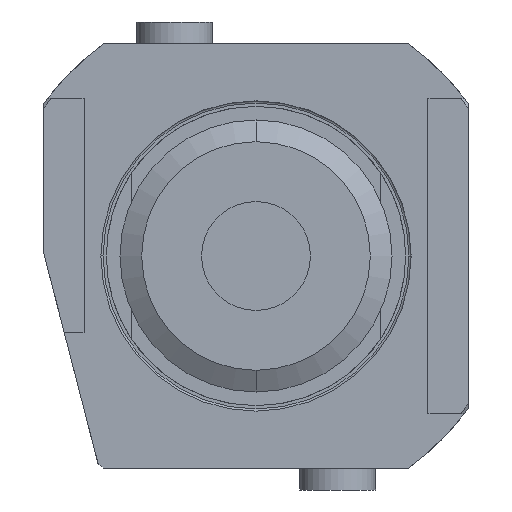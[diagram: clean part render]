
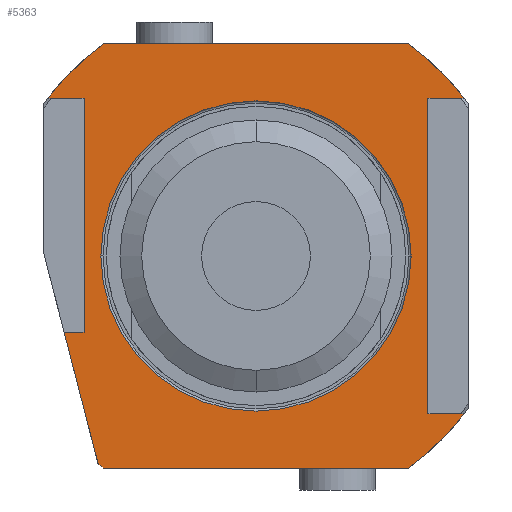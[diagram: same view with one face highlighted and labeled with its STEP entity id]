
A CAD part, left-side view. The second image highlights one B-rep face of the part: STEP entity #5363.
In plain terms, the highlighted planar face has unit normal (-1, 0, 0).
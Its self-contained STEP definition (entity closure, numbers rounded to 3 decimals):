
#1239=DIRECTION('',(0.,0.25,0.968));
#1240=VECTOR('',#1239,25.068);
#1241=CARTESIAN_POINT('',(-78.8,28.974,-38.269));
#1242=LINE('',#1241,#1240);
#1243=DIRECTION('',(0.,1.,0.));
#1244=VECTOR('',#1243,3.15);
#1245=CARTESIAN_POINT('',(-78.8,32.1,-14.));
#1246=LINE('',#1245,#1244);
#1247=DIRECTION('',(0.,0.,-1.));
#1248=VECTOR('',#1247,43.);
#1249=CARTESIAN_POINT('',(-78.8,32.1,29.));
#1250=LINE('',#1249,#1248);
#1251=CARTESIAN_POINT('',(-78.8,0.,0.));
#1252=DIRECTION('',(1.,0.,0.));
#1253=DIRECTION('',(0.,0.797,0.604));
#1254=AXIS2_PLACEMENT_3D('',#1251,#1252,#1253);
#1256=DIRECTION('',(0.,-1.,0.));
#1257=VECTOR('',#1256,55.964);
#1258=CARTESIAN_POINT('',(-78.8,27.982,39.));
#1259=LINE('',#1258,#1257);
#1260=CARTESIAN_POINT('',(-78.8,0.,0.));
#1261=DIRECTION('',(1.,0.,0.));
#1262=DIRECTION('',(0.,-0.583,0.813));
#1263=AXIS2_PLACEMENT_3D('',#1260,#1261,#1262);
#1265=DIRECTION('',(0.,0.,-1.));
#1266=VECTOR('',#1265,58.);
#1267=CARTESIAN_POINT('',(-78.8,-32.1,29.));
#1268=LINE('',#1267,#1266);
#1269=CARTESIAN_POINT('',(-78.8,0.,0.));
#1270=DIRECTION('',(1.,0.,0.));
#1271=DIRECTION('',(0.,-0.797,-0.604));
#1272=AXIS2_PLACEMENT_3D('',#1269,#1270,#1271);
#1274=DIRECTION('',(0.,1.,0.));
#1275=VECTOR('',#1274,55.964);
#1276=CARTESIAN_POINT('',(-78.8,-27.982,-39.));
#1277=LINE('',#1276,#1275);
#1278=CARTESIAN_POINT('',(-78.8,0.,0.));
#1279=DIRECTION('',(1.,0.,0.));
#1280=DIRECTION('',(0.,0.583,-0.813));
#1281=AXIS2_PLACEMENT_3D('',#1278,#1279,#1280);
#1603=DIRECTION('',(0.,1.,0.));
#1604=VECTOR('',#1603,6.149);
#1605=CARTESIAN_POINT('',(-78.8,-38.249,-29.));
#1606=LINE('',#1605,#1604);
#1661=DIRECTION('',(0.,-1.,0.));
#1662=VECTOR('',#1661,6.149);
#1663=CARTESIAN_POINT('',(-78.8,-32.1,29.));
#1664=LINE('',#1663,#1662);
#1781=DIRECTION('',(0.,-1.,0.));
#1782=VECTOR('',#1781,6.149);
#1783=CARTESIAN_POINT('',(-78.8,38.249,29.));
#1784=LINE('',#1783,#1782);
#1896=CARTESIAN_POINT('',(-78.8,0.,0.));
#1897=DIRECTION('',(-1.,0.,0.));
#1898=DIRECTION('',(0.,1.,0.));
#1899=AXIS2_PLACEMENT_3D('',#1896,#1897,#1898);
#1920=CARTESIAN_POINT('',(-78.8,0.,0.));
#1921=DIRECTION('',(-1.,0.,0.));
#1922=DIRECTION('',(0.,-1.,0.));
#1923=AXIS2_PLACEMENT_3D('',#1920,#1921,#1922);
#3856=CARTESIAN_POINT('',(-78.8,28.5,0.));
#3857=CARTESIAN_POINT('',(-78.8,-28.5,0.));
#3858=VERTEX_POINT('',#3856);
#3859=VERTEX_POINT('',#3857);
#3878=CARTESIAN_POINT('',(-78.8,-38.249,29.));
#3879=VERTEX_POINT('',#3878);
#3880=CARTESIAN_POINT('',(-78.8,38.249,29.));
#3881=VERTEX_POINT('',#3880);
#3882=CARTESIAN_POINT('',(-78.8,-38.249,-29.));
#3883=VERTEX_POINT('',#3882);
#3885=CARTESIAN_POINT('',(-78.8,-27.982,39.));
#3887=VERTEX_POINT('',#3885);
#3889=CARTESIAN_POINT('',(-78.8,27.982,39.));
#3891=VERTEX_POINT('',#3889);
#3893=CARTESIAN_POINT('',(-78.8,27.982,-39.));
#3895=VERTEX_POINT('',#3893);
#3897=CARTESIAN_POINT('',(-78.8,-27.982,-39.));
#3899=VERTEX_POINT('',#3897);
#3924=CARTESIAN_POINT('',(-78.8,-32.1,29.));
#3925=CARTESIAN_POINT('',(-78.8,-32.1,-29.));
#3926=VERTEX_POINT('',#3924);
#3927=VERTEX_POINT('',#3925);
#3938=CARTESIAN_POINT('',(-78.8,32.1,29.));
#3939=VERTEX_POINT('',#3938);
#3940=CARTESIAN_POINT('',(-78.8,28.974,-38.269));
#3941=VERTEX_POINT('',#3940);
#3954=CARTESIAN_POINT('',(-78.8,35.25,-14.));
#3955=VERTEX_POINT('',#3954);
#3956=CARTESIAN_POINT('',(-78.8,32.1,-14.));
#3957=VERTEX_POINT('',#3956);
#5325=CARTESIAN_POINT('',(-78.8,-31.6,57.617));
#5326=DIRECTION('',(1.,0.,0.));
#5327=DIRECTION('',(0.,1.,0.));
#5328=AXIS2_PLACEMENT_3D('',#5325,#5326,#5327);
#5329=PLANE('',#5328);
#5331=ORIENTED_EDGE('',*,*,#5330,.T.);
#5333=ORIENTED_EDGE('',*,*,#5332,.F.);
#5335=ORIENTED_EDGE('',*,*,#5334,.F.);
#5337=ORIENTED_EDGE('',*,*,#5336,.F.);
#5339=ORIENTED_EDGE('',*,*,#5338,.T.);
#5341=ORIENTED_EDGE('',*,*,#5340,.T.);
#5343=ORIENTED_EDGE('',*,*,#5342,.T.);
#5345=ORIENTED_EDGE('',*,*,#5344,.F.);
#5347=ORIENTED_EDGE('',*,*,#5346,.T.);
#5349=ORIENTED_EDGE('',*,*,#5348,.F.);
#5351=ORIENTED_EDGE('',*,*,#5350,.T.);
#5352=ORIENTED_EDGE('',*,*,#5295,.T.);
#5354=ORIENTED_EDGE('',*,*,#5353,.T.);
#5355=EDGE_LOOP('',(#5331,#5333,#5335,#5337,#5339,#5341,#5343,#5345,#5347,#5349,
#5351,#5352,#5354));
#5356=FACE_OUTER_BOUND('',#5355,.F.);
#5358=ORIENTED_EDGE('',*,*,#5357,.T.);
#5360=ORIENTED_EDGE('',*,*,#5359,.T.);
#5361=EDGE_LOOP('',(#5358,#5360));
#5362=FACE_BOUND('',#5361,.F.);
#5363=ADVANCED_FACE('',(#5356,#5362),#5329,.F.);
#1255=CIRCLE('',#1254,48.);
#1264=CIRCLE('',#1263,48.);
#1273=CIRCLE('',#1272,48.);
#1282=CIRCLE('',#1281,48.);
#1900=CIRCLE('',#1899,28.5);
#1924=CIRCLE('',#1923,28.5);
#5295=EDGE_CURVE('',#3899,#3895,#1277,.T.);
#5330=EDGE_CURVE('',#3941,#3955,#1242,.T.);
#5332=EDGE_CURVE('',#3957,#3955,#1246,.T.);
#5334=EDGE_CURVE('',#3939,#3957,#1250,.T.);
#5336=EDGE_CURVE('',#3881,#3939,#1784,.T.);
#5338=EDGE_CURVE('',#3881,#3891,#1255,.T.);
#5340=EDGE_CURVE('',#3891,#3887,#1259,.T.);
#5342=EDGE_CURVE('',#3887,#3879,#1264,.T.);
#5344=EDGE_CURVE('',#3926,#3879,#1664,.T.);
#5346=EDGE_CURVE('',#3926,#3927,#1268,.T.);
#5348=EDGE_CURVE('',#3883,#3927,#1606,.T.);
#5350=EDGE_CURVE('',#3883,#3899,#1273,.T.);
#5353=EDGE_CURVE('',#3895,#3941,#1282,.T.);
#5357=EDGE_CURVE('',#3858,#3859,#1900,.T.);
#5359=EDGE_CURVE('',#3859,#3858,#1924,.T.);
